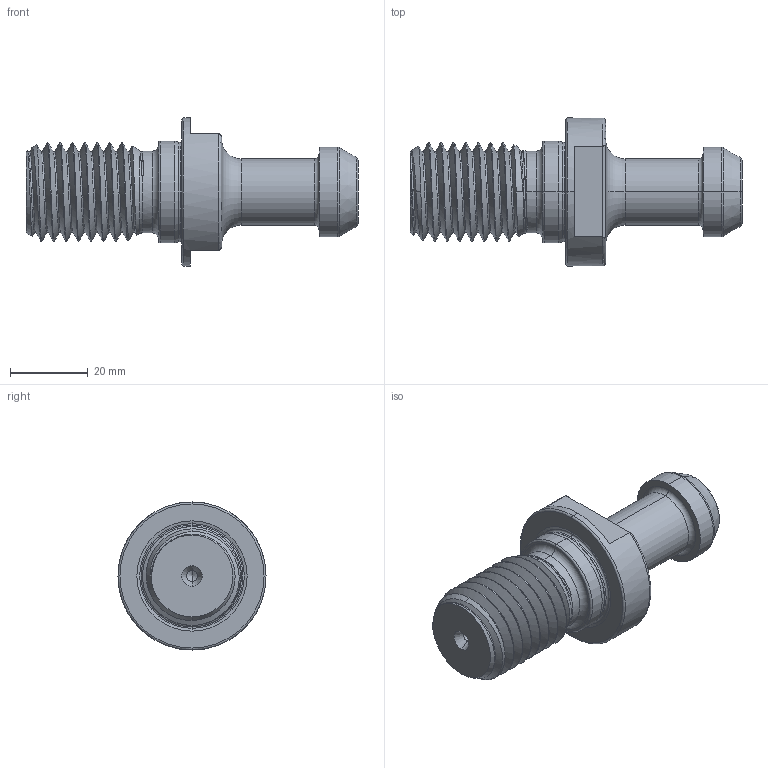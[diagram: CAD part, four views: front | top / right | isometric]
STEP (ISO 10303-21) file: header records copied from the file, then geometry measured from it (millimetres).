
FILE_DESCRIPTION (( 'STEP AP214' ), '1' );
FILE_NAME ('5001TRK-MF.STEP', '2022-03-17T07:51:41', ( '' ), ( '' ), 'SwSTEP 2.0', 'SolidWorks 2021', '' );
FILE_SCHEMA (( 'AUTOMOTIVE_DESIGN' ));
Length unit declared in the file: millimetre
Products named in the file (1): 5001TRK-MF
Bounding box: 85.2 x 38 x 38 mm (x, y, z)
Volume: 36913.6 mm3; surface area: 10043 mm2
Topology: 1 solids, 1 shells, 93 faces, 224 edges, 135 vertices
Faces by surface type: cylinder 31, torus 23, cone 22, plane 14, bspline 3
Entity records: 6755 total; most frequent: CARTESIAN_POINT 3659, ORIENTED_EDGE 440, DIRECTION 428, EDGE_CURVE 220, AXIS2_PLACEMENT_3D 183, VERTEX_POINT 135, EDGE_LOOP 99, UNCERTAINTY_MEASURE_WITH_UNIT 96
